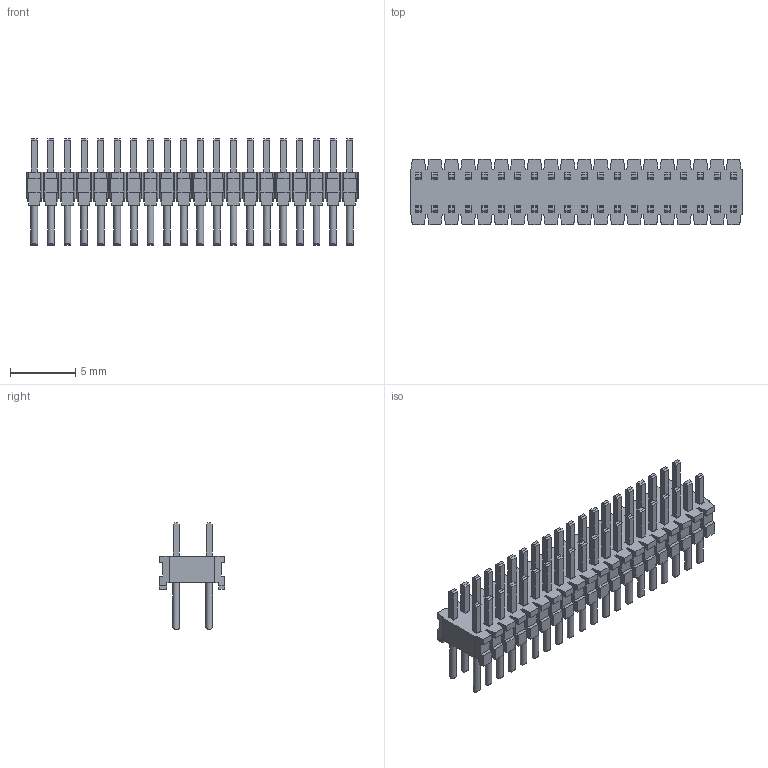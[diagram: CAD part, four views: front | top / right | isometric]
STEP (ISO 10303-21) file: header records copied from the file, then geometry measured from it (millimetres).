
FILE_DESCRIPTION(('FreeCAD Model'),'2;1');
FILE_NAME('Open CASCADE Shape Model','2025-01-09T14:56:47',(''),(''), 'Open CASCADE STEP processor 7.8','FreeCAD','Unknown');
FILE_SCHEMA(('AUTOMOTIVE_DESIGN { 1 0 10303 214 1 1 1 1 }'));
Length unit declared in the file: millimetre
Products named in the file (2): TMS-120-D_header; T-1M6-20-02-D
Bounding box: 25.4 x 4.98 x 8.13 mm (x, y, z)
Volume: 325.4 mm3; surface area: 1354.1 mm2
Topology: 2 solids, 2 shells, 1300 faces, 3804 edges, 2508 vertices
Faces by surface type: plane 1260, cylinder 40
Full cylindrical faces by diameter (mm): 0.508 x40
Entity records: 42532 total; most frequent: CARTESIAN_POINT 7653, ORIENTED_EDGE 7608, DIRECTION 6610, EDGE_CURVE 3804, LINE 3520, VECTOR 3520, VERTEX_POINT 2508, AXIS2_PLACEMENT_3D 1545
